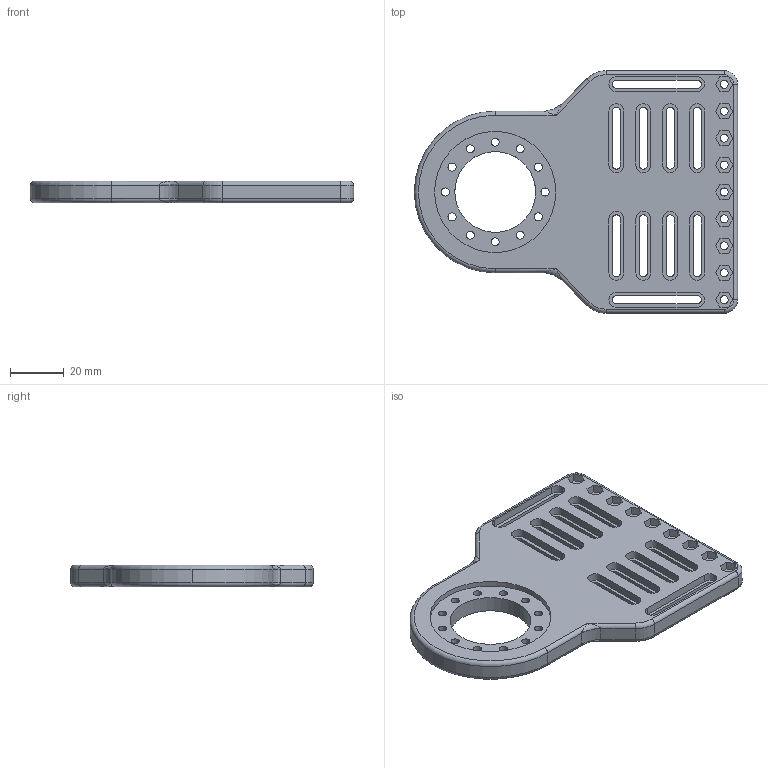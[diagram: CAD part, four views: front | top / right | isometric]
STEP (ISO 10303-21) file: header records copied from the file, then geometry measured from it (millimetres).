
FILE_DESCRIPTION (( 'STEP AP214' ), '1' );
FILE_NAME ('ºñ¹Ø½ÚÊä³ö±', '2024-11-17T11:58:29', ( '' ), ( '' ), 'SwSTEP 2.0', 'SolidWorks 2024', '' );
FILE_SCHEMA (( 'AUTOMOTIVE_DESIGN' ));
Length unit declared in the file: millimetre
Products named in the file (1): 厚关节输出臂
Bounding box: 120 x 90 x 8 mm (x, y, z)
Volume: 48198.8 mm3; surface area: 24356.9 mm2
Topology: 1 solids, 1 shells, 400 faces, 1013 edges, 662 vertices
Faces by surface type: plane 228, cylinder 158, torus 10, bspline 4
Entity records: 12362 total; most frequent: CARTESIAN_POINT 2308, DIRECTION 2113, ORIENTED_EDGE 2018, EDGE_CURVE 1009, AXIS2_PLACEMENT_3D 715, VECTOR 683, LINE 683, VERTEX_POINT 662
